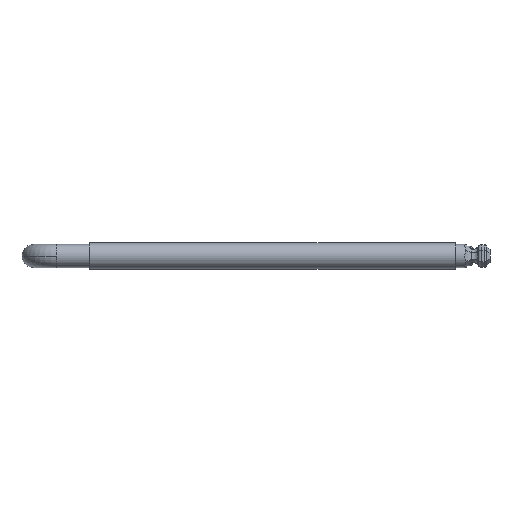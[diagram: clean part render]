
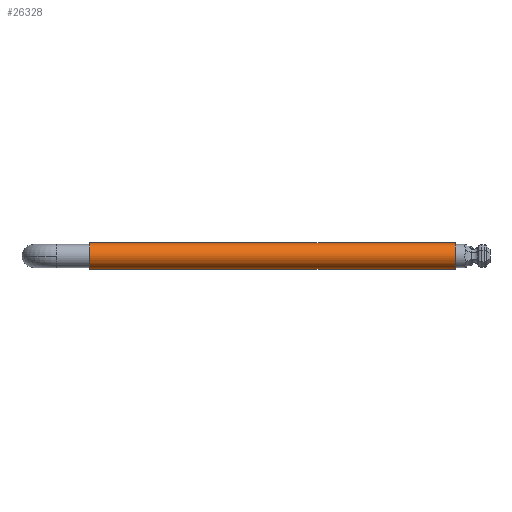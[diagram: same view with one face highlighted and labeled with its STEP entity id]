
A CAD part, left-side view. The second image highlights one B-rep face of the part: STEP entity #26328.
In plain terms, the highlighted cylindrical face has radius 6.8 mm (diameter 13.6 mm), a partial arc.
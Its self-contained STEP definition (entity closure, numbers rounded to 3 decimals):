
#464 = ORIENTED_EDGE ( 'NONE', *, *, #13528, .F. ) ;
#1442 = VERTEX_POINT ( 'NONE', #8425 ) ;
#1784 = DIRECTION ( 'NONE',  ( 0., 0., -1. ) ) ;
#2499 = DIRECTION ( 'NONE',  ( 0., -1., 0. ) ) ;
#3071 = DIRECTION ( 'NONE',  ( 0., 0., -1. ) ) ;
#5929 = CARTESIAN_POINT ( 'NONE',  ( 0., 207., 6.8 ) ) ;
#6687 = EDGE_CURVE ( 'NONE', #1442, #21821, #12880, .T. ) ;
#7113 = CARTESIAN_POINT ( 'NONE',  ( 0., 18., -6.8 ) ) ;
#7479 = DIRECTION ( 'NONE',  ( 0., -1., 0. ) ) ;
#7995 = CYLINDRICAL_SURFACE ( 'NONE', #18841, 6.8 ) ;
#8243 = AXIS2_PLACEMENT_3D ( 'NONE', #14713, #7479, #3071 ) ;
#8286 = EDGE_CURVE ( 'NONE', #23520, #28965, #17363, .T. ) ;
#8425 = CARTESIAN_POINT ( 'NONE',  ( 0., 18., 6.8 ) ) ;
#9512 = ORIENTED_EDGE ( 'NONE', *, *, #6687, .F. ) ;
#9600 = VECTOR ( 'NONE', #18181, 1000. ) ;
#11454 = CARTESIAN_POINT ( 'NONE',  ( 0., 207., 0. ) ) ;
#12441 = EDGE_LOOP ( 'NONE', ( #464, #27114, #20531, #9512 ) ) ;
#12880 = CIRCLE ( 'NONE', #27727, 6.8 ) ;
#13090 = VECTOR ( 'NONE', #2499, 1000. ) ;
#13528 = EDGE_CURVE ( 'NONE', #23520, #1442, #22705, .T. ) ;
#13570 = DIRECTION ( 'NONE',  ( 0., -1., 0. ) ) ;
#14713 = CARTESIAN_POINT ( 'NONE',  ( 0., 207., 0. ) ) ;
#16420 = DIRECTION ( 'NONE',  ( 0., -1., 0. ) ) ;
#17363 = CIRCLE ( 'NONE', #8243, 6.8 ) ;
#17485 = FACE_OUTER_BOUND ( 'NONE', #12441, .T. ) ;
#18181 = DIRECTION ( 'NONE',  ( 0., -1., 0. ) ) ;
#18349 = LINE ( 'NONE', #25791, #13090 ) ;
#18841 = AXIS2_PLACEMENT_3D ( 'NONE', #11454, #13570, #1784 ) ;
#20531 = ORIENTED_EDGE ( 'NONE', *, *, #26792, .T. ) ;
#20888 = CARTESIAN_POINT ( 'NONE',  ( 0., 18., 0. ) ) ;
#21821 = VERTEX_POINT ( 'NONE', #7113 ) ;
#22705 = LINE ( 'NONE', #24913, #9600 ) ;
#23244 = CARTESIAN_POINT ( 'NONE',  ( 0., 207., -6.8 ) ) ;
#23520 = VERTEX_POINT ( 'NONE', #5929 ) ;
#24913 = CARTESIAN_POINT ( 'NONE',  ( 0., 207., 6.8 ) ) ;
#25524 = DIRECTION ( 'NONE',  ( 0., 0., -1. ) ) ;
#25791 = CARTESIAN_POINT ( 'NONE',  ( 0., 207., -6.8 ) ) ;
#26328 = ADVANCED_FACE ( 'NONE', ( #17485 ), #7995, .T. ) ;
#26792 = EDGE_CURVE ( 'NONE', #28965, #21821, #18349, .T. ) ;
#27114 = ORIENTED_EDGE ( 'NONE', *, *, #8286, .T. ) ;
#27727 = AXIS2_PLACEMENT_3D ( 'NONE', #20888, #16420, #25524 ) ;
#28965 = VERTEX_POINT ( 'NONE', #23244 ) ;
